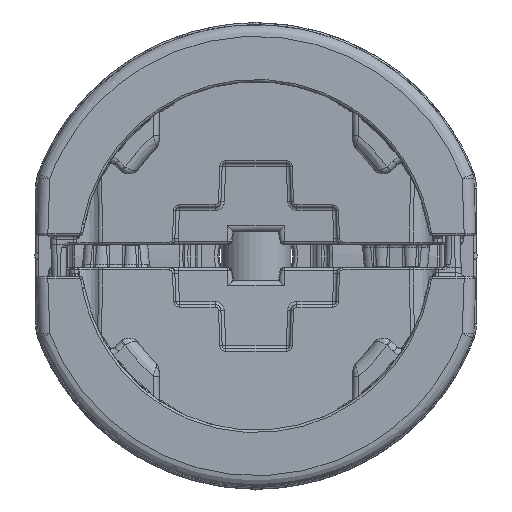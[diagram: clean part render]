
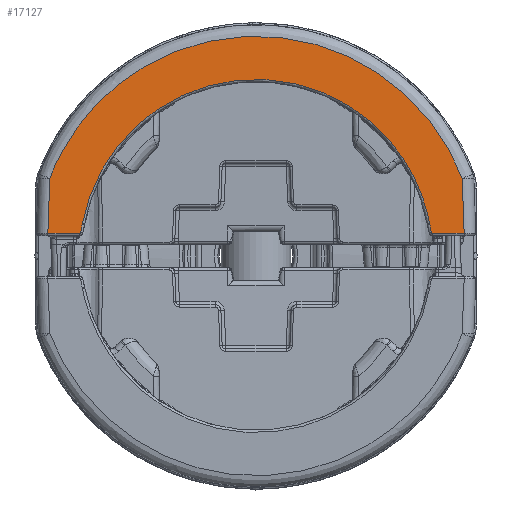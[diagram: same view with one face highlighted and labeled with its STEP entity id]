
A CAD part, front view. The second image highlights one B-rep face of the part: STEP entity #17127.
In plain terms, the highlighted face is planar.
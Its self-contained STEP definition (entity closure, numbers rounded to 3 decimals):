
#497 = CARTESIAN_POINT ( 'NONE',  ( -0.965, -0.001, -17.951 ) ) ;
#3361 = CARTESIAN_POINT ( 'NONE',  ( -26.054, 0.437, -10.362 ) ) ;
#3389 = ORIENTED_EDGE ( 'NONE', *, *, #40571, .F. ) ;
#3543 = EDGE_CURVE ( 'NONE', #31582, #26810, #5987, .T. ) ;
#4077 = FACE_OUTER_BOUND ( 'NONE', #61173, .T. ) ;
#4330 = EDGE_CURVE ( 'NONE', #7287, #46851, #11203, .T. ) ;
#4384 = DIRECTION ( 'NONE',  ( -0.017, -1., 0. ) ) ;
#4471 = EDGE_CURVE ( 'NONE', #33717, #22405, #48575, .T. ) ;
#4965 = EDGE_CURVE ( 'NONE', #51901, #33717, #32838, .T. ) ;
#5465 = CARTESIAN_POINT ( 'NONE',  ( -7.825, 0.119, 13.895 ) ) ;
#5672 = CARTESIAN_POINT ( 'NONE',  ( -1.953, 0.017, -18.95 ) ) ;
#5904 = DIRECTION ( 'NONE',  ( -0.999, 0.017, -0.035 ) ) ;
#5987 = LINE ( 'NONE', #5672, #20991 ) ;
#6471 = CARTESIAN_POINT ( 'NONE',  ( -2.033, 0.018, 15.099 ) ) ;
#6833 = CARTESIAN_POINT ( 'NONE',  ( -2.772, 0.031, -14.946 ) ) ;
#7112 = LINE ( 'NONE', #41121, #42566 ) ;
#7287 = VERTEX_POINT ( 'NONE', #61364 ) ;
#8391 = VERTEX_POINT ( 'NONE', #27330 ) ;
#11203 = LINE ( 'NONE', #497, #19975 ) ;
#11693 = EDGE_CURVE ( 'NONE', #46851, #8391, #44145, .T. ) ;
#12123 = DIRECTION ( 'NONE',  ( 0.999, -0.017, -0.035 ) ) ;
#12229 = EDGE_CURVE ( 'NONE', #38152, #7287, #56927, .T. ) ;
#12406 = CARTESIAN_POINT ( 'NONE',  ( -2.033, 0.018, -15.099 ) ) ;
#13849 = CARTESIAN_POINT ( 'NONE',  ( -2.033, 0.018, -15.099 ) ) ;
#15565 = VECTOR ( 'NONE', #5904, 1000. ) ;
#15710 = CARTESIAN_POINT ( 'NONE',  ( -24.316, 0.407, 10.955 ) ) ;
#16814 = CARTESIAN_POINT ( 'NONE',  ( -2.033, 0.018, 15.099 ) ) ;
#17127 = ADVANCED_FACE ( 'NONE', ( #4077 ), #37448, .T. ) ;
#17428 = CARTESIAN_POINT ( 'NONE',  ( -1.985, 0.017, 15.109 ) ) ;
#18123 = EDGE_CURVE ( 'NONE', #47898, #8391, #21259, .T. ) ;
#18703 = ORIENTED_EDGE ( 'NONE', *, *, #3543, .T. ) ;
#19975 = VECTOR ( 'NONE', #12123, 1000. ) ;
#20991 = VECTOR ( 'NONE', #24911, 1000. ) ;
#21259 =( BOUNDED_CURVE ( )  B_SPLINE_CURVE ( 3, ( #13849, #37144, #22676, #28966 ),
 .UNSPECIFIED., .F., .F. ) 
 B_SPLINE_CURVE_WITH_KNOTS ( ( 4, 4 ),
 ( 1.776, 3.142 ),
 .UNSPECIFIED. ) 
 CURVE ( )  GEOMETRIC_REPRESENTATION_ITEM ( )  RATIONAL_B_SPLINE_CURVE ( ( 1., 0.85, 0.85, 1. ) ) 
 REPRESENTATION_ITEM ( '' )  );
#22405 = VERTEX_POINT ( 'NONE', #6471 ) ;
#22676 = CARTESIAN_POINT ( 'NONE',  ( -1.953, 0.017, -15.148 ) ) ;
#24911 = DIRECTION ( 'NONE',  ( 0., 0., 1. ) ) ;
#25066 =( BOUNDED_CURVE ( )  B_SPLINE_CURVE ( 3, ( #26881, #50790, #17428, #16814 ),
 .UNSPECIFIED., .F., .F. ) 
 B_SPLINE_CURVE_WITH_KNOTS ( ( 4, 4 ),
 ( 3.142, 4.507 ),
 .UNSPECIFIED. ) 
 CURVE ( )  GEOMETRIC_REPRESENTATION_ITEM ( )  RATIONAL_B_SPLINE_CURVE ( ( 1., 0.85, 0.85, 1. ) ) 
 REPRESENTATION_ITEM ( '' )  );
#25753 = CARTESIAN_POINT ( 'NONE',  ( -2.287, 0.022, 17.905 ) ) ;
#26071 = CARTESIAN_POINT ( 'NONE',  ( -24.316, 0.407, -10.955 ) ) ;
#26190 = DIRECTION ( 'NONE',  ( 0., 0., 1. ) ) ;
#26810 = VERTEX_POINT ( 'NONE', #54276 ) ;
#26881 = CARTESIAN_POINT ( 'NONE',  ( -1.953, 0.017, 15.197 ) ) ;
#26984 = ORIENTED_EDGE ( 'NONE', *, *, #4471, .T. ) ;
#27330 = CARTESIAN_POINT ( 'NONE',  ( -1.953, 0.017, -15.197 ) ) ;
#27613 = CARTESIAN_POINT ( 'NONE',  ( -26.054, 0.437, 10.362 ) ) ;
#28054 = VECTOR ( 'NONE', #26190, 1000. ) ;
#28839 = CARTESIAN_POINT ( 'NONE',  ( -2.772, 0.031, -14.946 ) ) ;
#28966 = CARTESIAN_POINT ( 'NONE',  ( -1.953, 0.017, -15.197 ) ) ;
#30026 = DIRECTION ( 'NONE',  ( 0.979, -0.017, 0.203 ) ) ;
#30776 = DIRECTION ( 'NONE',  ( -0.979, 0.017, 0.203 ) ) ;
#30921 = CARTESIAN_POINT ( 'NONE',  ( -1.953, 0.017, -18.95 ) ) ;
#31582 = VERTEX_POINT ( 'NONE', #54206 ) ;
#32171 = EDGE_CURVE ( 'NONE', #26810, #38152, #54996, .T. ) ;
#32838 =( BOUNDED_CURVE ( )  B_SPLINE_CURVE ( 3, ( #6833, #26071, #15710, #43466 ),
 .UNSPECIFIED., .F., .T. ) 
 B_SPLINE_CURVE_WITH_KNOTS ( ( 4, 4 ),
 ( 1.754, 4.529 ),
 .UNSPECIFIED. ) 
 CURVE ( )  GEOMETRIC_REPRESENTATION_ITEM ( )  RATIONAL_B_SPLINE_CURVE ( ( 1., 0.455, 0.455, 1. ) ) 
 REPRESENTATION_ITEM ( '' )  );
#33717 = VERTEX_POINT ( 'NONE', #61006 ) ;
#35784 = CARTESIAN_POINT ( 'NONE',  ( -1.953, 0.017, -17.917 ) ) ;
#36161 = EDGE_CURVE ( 'NONE', #47898, #51901, #7112, .T. ) ;
#36823 = CARTESIAN_POINT ( 'NONE',  ( -1., 0., -18.95 ) ) ;
#37144 = CARTESIAN_POINT ( 'NONE',  ( -1.985, 0.017, -15.109 ) ) ;
#37448 = PLANE ( 'NONE',  #53462 ) ;
#37678 = ORIENTED_EDGE ( 'NONE', *, *, #4330, .T. ) ;
#38152 = VERTEX_POINT ( 'NONE', #46599 ) ;
#38863 = ORIENTED_EDGE ( 'NONE', *, *, #4965, .T. ) ;
#40571 = EDGE_CURVE ( 'NONE', #31582, #22405, #25066, .T. ) ;
#41121 = CARTESIAN_POINT ( 'NONE',  ( -3.188, 0.038, -14.859 ) ) ;
#41466 = CARTESIAN_POINT ( 'NONE',  ( -6.692, 0.099, -17.751 ) ) ;
#42566 = VECTOR ( 'NONE', #30776, 1000. ) ;
#43466 = CARTESIAN_POINT ( 'NONE',  ( -2.772, 0.031, 14.946 ) ) ;
#44145 = LINE ( 'NONE', #30921, #28054 ) ;
#46075 = ORIENTED_EDGE ( 'NONE', *, *, #32171, .T. ) ;
#46465 = CARTESIAN_POINT ( 'NONE',  ( -6.692, 0.099, 17.751 ) ) ;
#46599 = CARTESIAN_POINT ( 'NONE',  ( -6.692, 0.099, 17.751 ) ) ;
#46851 = VERTEX_POINT ( 'NONE', #35784 ) ;
#47898 = VERTEX_POINT ( 'NONE', #12406 ) ;
#48575 = LINE ( 'NONE', #5465, #61916 ) ;
#50790 = CARTESIAN_POINT ( 'NONE',  ( -1.953, 0.017, 15.148 ) ) ;
#51901 = VERTEX_POINT ( 'NONE', #28839 ) ;
#53462 = AXIS2_PLACEMENT_3D ( 'NONE', #36823, #4384, #56973 ) ;
#53477 = ORIENTED_EDGE ( 'NONE', *, *, #36161, .T. ) ;
#54036 = ORIENTED_EDGE ( 'NONE', *, *, #11693, .T. ) ;
#54206 = CARTESIAN_POINT ( 'NONE',  ( -1.953, 0.017, 15.197 ) ) ;
#54276 = CARTESIAN_POINT ( 'NONE',  ( -1.953, 0.017, 17.917 ) ) ;
#54996 = LINE ( 'NONE', #25753, #15565 ) ;
#56927 =( BOUNDED_CURVE ( )  B_SPLINE_CURVE ( 3, ( #46465, #27613, #3361, #41466 ),
 .UNSPECIFIED., .F., .T. ) 
 B_SPLINE_CURVE_WITH_KNOTS ( ( 4, 4 ),
 ( 1.935, 4.348 ),
 .UNSPECIFIED. ) 
 CURVE ( )  GEOMETRIC_REPRESENTATION_ITEM ( )  RATIONAL_B_SPLINE_CURVE ( ( 1., 0.571, 0.571, 1. ) ) 
 REPRESENTATION_ITEM ( '' )  );
#56973 = DIRECTION ( 'NONE',  ( 1., -0.017, 0. ) ) ;
#60493 = ORIENTED_EDGE ( 'NONE', *, *, #12229, .T. ) ;
#61006 = CARTESIAN_POINT ( 'NONE',  ( -2.772, 0.031, 14.946 ) ) ;
#61173 = EDGE_LOOP ( 'NONE', ( #3389, #18703, #46075, #60493, #37678, #54036, #61729, #53477, #38863, #26984 ) ) ;
#61364 = CARTESIAN_POINT ( 'NONE',  ( -6.692, 0.099, -17.751 ) ) ;
#61729 = ORIENTED_EDGE ( 'NONE', *, *, #18123, .F. ) ;
#61916 = VECTOR ( 'NONE', #30026, 1000. ) ;
